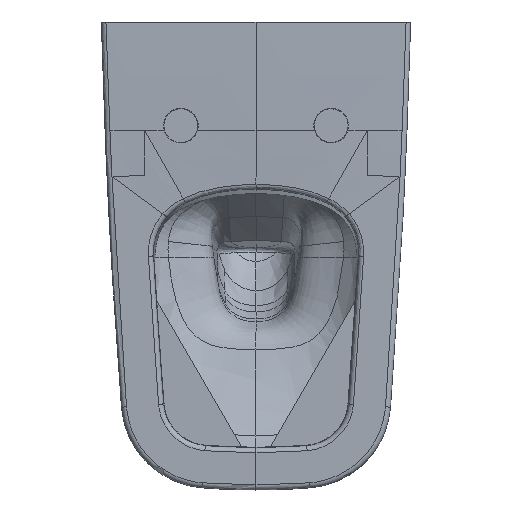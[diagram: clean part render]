
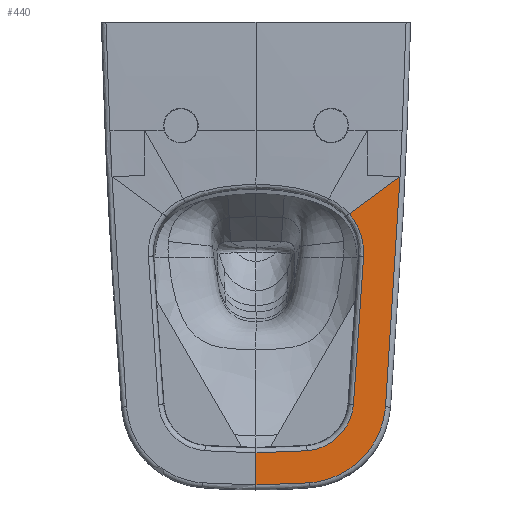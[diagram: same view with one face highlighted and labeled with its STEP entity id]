
A CAD part, top view. The second image highlights one B-rep face of the part: STEP entity #440.
In plain terms, the highlighted planar face has unit normal (0, 0, 1).
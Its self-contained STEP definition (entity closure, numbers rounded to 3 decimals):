
#86=PLANE('',#4501);
#113=LINE('',#29164,#131);
#131=VECTOR('',#4654,1.);
#440=ADVANCED_FACE('',(#851),#86,.F.);
#851=FACE_OUTER_BOUND('',#1124,.T.);
#1124=EDGE_LOOP('',(#1923,#1924,#1925,#1926,#1927,#1928,#1929,#1930,#1931,
#1932));
#1923=ORIENTED_EDGE('',*,*,#3545,.F.);
#1924=ORIENTED_EDGE('',*,*,#3546,.F.);
#1925=ORIENTED_EDGE('',*,*,#3535,.F.);
#1926=ORIENTED_EDGE('',*,*,#3534,.F.);
#1927=ORIENTED_EDGE('',*,*,#3444,.F.);
#1928=ORIENTED_EDGE('',*,*,#3544,.T.);
#1929=ORIENTED_EDGE('',*,*,#3543,.T.);
#1930=ORIENTED_EDGE('',*,*,#3547,.F.);
#1931=ORIENTED_EDGE('',*,*,#3548,.F.);
#1932=ORIENTED_EDGE('',*,*,#3549,.F.);
#2922=VERTEX_POINT('',#26132);
#2924=VERTEX_POINT('',#26138);
#2985=VERTEX_POINT('',#28935);
#2986=VERTEX_POINT('',#28951);
#2989=VERTEX_POINT('',#28985);
#2990=VERTEX_POINT('',#28990);
#2991=VERTEX_POINT('',#29162);
#2992=VERTEX_POINT('',#29163);
#2993=VERTEX_POINT('',#29175);
#2994=VERTEX_POINT('',#29180);
#3444=EDGE_CURVE('',#2922,#2924,#4132,.T.);
#3534=EDGE_CURVE('',#2924,#2985,#4203,.T.);
#3535=EDGE_CURVE('',#2985,#2986,#4204,.T.);
#3543=EDGE_CURVE('',#2990,#2989,#4208,.T.);
#3544=EDGE_CURVE('',#2922,#2990,#4209,.T.);
#3545=EDGE_CURVE('',#2991,#2992,#4210,.T.);
#3546=EDGE_CURVE('',#2986,#2991,#113,.T.);
#3547=EDGE_CURVE('',#2993,#2989,#4211,.T.);
#3548=EDGE_CURVE('',#2994,#2993,#4212,.T.);
#3549=EDGE_CURVE('',#2992,#2994,#4213,.T.);
#4132=B_SPLINE_CURVE_WITH_KNOTS('',3,(#26134,#26135,#26136,#26137),
 .UNSPECIFIED.,.F.,.F.,(4,4),(0.,1.),.UNSPECIFIED.);
#4203=B_SPLINE_CURVE_WITH_KNOTS('',3,(#28936,#28937,#28938,#28939,#28940,
#28941,#28942,#28943,#28944,#28945),.UNSPECIFIED.,.F.,.F.,(4,2,2,2,4),(0.,
0.25,0.5,0.75,1.),.UNSPECIFIED.);
#4204=B_SPLINE_CURVE_WITH_KNOTS('',3,(#28947,#28948,#28949,#28950),
 .UNSPECIFIED.,.F.,.F.,(4,4),(0.,1.),.UNSPECIFIED.);
#4208=B_SPLINE_CURVE_WITH_KNOTS('',3,(#28986,#28987,#28988,#28989),
 .UNSPECIFIED.,.F.,.F.,(4,4),(0.,1.),.UNSPECIFIED.);
#4209=B_SPLINE_CURVE_WITH_KNOTS('',3,(#28991,#28992,#28993,#28994,#28995,
#28996,#28997,#28998,#28999,#29000,#29001),.UNSPECIFIED.,.F.,.F.,(4,1,1,
1,1,1,1,1,4),(0.,0.063,0.125,0.25,0.375,0.5,0.625,0.75,1.),
 .UNSPECIFIED.);
#4210=B_SPLINE_CURVE_WITH_KNOTS('',3,(#29158,#29159,#29160,#29161),
 .UNSPECIFIED.,.F.,.F.,(4,4),(0.,1.),.UNSPECIFIED.);
#4211=B_SPLINE_CURVE_WITH_KNOTS('',3,(#29165,#29166,#29167,#29168,#29169,
#29170,#29171,#29172,#29173,#29174),.UNSPECIFIED.,.F.,.F.,(4,2,2,2,4),(0.,
0.25,0.5,0.75,1.),.UNSPECIFIED.);
#4212=B_SPLINE_CURVE_WITH_KNOTS('',3,(#29176,#29177,#29178,#29179),
 .UNSPECIFIED.,.F.,.F.,(4,4),(0.,1.),.UNSPECIFIED.);
#4213=B_SPLINE_CURVE_WITH_KNOTS('',3,(#29181,#29182,#29183,#29184,#29185,
#29186,#29187,#29188,#29189,#29190,#29191,#29192,#29193,#29194,#29195,#29196),
 .UNSPECIFIED.,.F.,.F.,(4,2,2,2,2,2,2,4),(0.,0.125,0.25,0.375,
0.5,0.625,0.75,1.),.UNSPECIFIED.);
#4501=AXIS2_PLACEMENT_3D('',#29197,#4655,#4656);
#4654=DIRECTION('',(0.,1.,0.));
#4655=DIRECTION('',(0.,0.,-1.));
#4656=DIRECTION('',(-1.,0.,0.));
#26132=CARTESIAN_POINT('',(172.327,-185.241,0.));
#26134=CARTESIAN_POINT('',(172.327,-185.241,0.));
#26135=CARTESIAN_POINT('',(168.001,-277.08,0.));
#26136=CARTESIAN_POINT('',(162.219,-368.851,0.));
#26137=CARTESIAN_POINT('',(154.984,-460.507,0.));
#26138=CARTESIAN_POINT('',(154.984,-460.507,0.));
#28935=CARTESIAN_POINT('',(64.31,-551.391,0.));
#28936=CARTESIAN_POINT('',(154.984,-460.507,0.));
#28937=CARTESIAN_POINT('',(154.068,-472.111,0.));
#28938=CARTESIAN_POINT('',(151.085,-483.549,0.));
#28939=CARTESIAN_POINT('',(141.348,-504.696,0.));
#28940=CARTESIAN_POINT('',(134.597,-514.399,0.));
#28941=CARTESIAN_POINT('',(118.154,-530.88,0.));
#28942=CARTESIAN_POINT('',(108.467,-537.653,0.));
#28943=CARTESIAN_POINT('',(87.343,-547.439,0.));
#28944=CARTESIAN_POINT('',(75.912,-550.449,0.));
#28945=CARTESIAN_POINT('',(64.31,-551.391,0.));
#28947=CARTESIAN_POINT('',(64.31,-551.391,0.));
#28948=CARTESIAN_POINT('',(42.92,-553.129,0.));
#28949=CARTESIAN_POINT('',(21.46,-554.,0.));
#28950=CARTESIAN_POINT('',(0.,-554.,0.));
#28951=CARTESIAN_POINT('',(0.,-554.,0.));
#28985=CARTESIAN_POINT('',(111.555,-229.571,0.));
#28986=CARTESIAN_POINT('',(115.238,-226.884,0.));
#28987=CARTESIAN_POINT('',(114.01,-227.78,0.));
#28988=CARTESIAN_POINT('',(112.783,-228.675,0.));
#28989=CARTESIAN_POINT('',(111.555,-229.571,0.));
#28990=CARTESIAN_POINT('',(115.238,-226.884,0.));
#28991=CARTESIAN_POINT('',(172.327,-185.241,0.));
#28992=CARTESIAN_POINT('',(171.049,-186.173,0.));
#28993=CARTESIAN_POINT('',(168.492,-188.038,0.));
#28994=CARTESIAN_POINT('',(163.379,-191.768,0.));
#28995=CARTESIAN_POINT('',(156.987,-196.431,0.));
#28996=CARTESIAN_POINT('',(149.317,-202.026,0.));
#28997=CARTESIAN_POINT('',(141.647,-207.62,0.));
#28998=CARTESIAN_POINT('',(133.977,-213.215,0.));
#28999=CARTESIAN_POINT('',(123.75,-220.675,0.));
#29000=CARTESIAN_POINT('',(116.08,-226.27,0.));
#29001=CARTESIAN_POINT('',(110.967,-230.,0.));
#29158=CARTESIAN_POINT('',(0.,-515.498,0.));
#29159=CARTESIAN_POINT('',(20.422,-515.498,0.));
#29160=CARTESIAN_POINT('',(40.819,-514.671,0.));
#29161=CARTESIAN_POINT('',(61.191,-513.016,0.));
#29162=CARTESIAN_POINT('',(0.,-515.498,0.));
#29163=CARTESIAN_POINT('',(61.191,-513.016,0.));
#29164=CARTESIAN_POINT('',(0.,-416.975,0.));
#29165=CARTESIAN_POINT('',(128.763,-280.27,0.));
#29166=CARTESIAN_POINT('',(129.03,-275.686,0.));
#29167=CARTESIAN_POINT('',(128.859,-271.045,0.));
#29168=CARTESIAN_POINT('',(127.649,-261.99,0.));
#29169=CARTESIAN_POINT('',(126.619,-257.556,0.));
#29170=CARTESIAN_POINT('',(123.688,-248.877,0.));
#29171=CARTESIAN_POINT('',(121.781,-244.652,0.));
#29172=CARTESIAN_POINT('',(117.241,-236.76,0.));
#29173=CARTESIAN_POINT('',(114.594,-233.045,0.));
#29174=CARTESIAN_POINT('',(111.555,-229.571,0.));
#29175=CARTESIAN_POINT('',(128.763,-280.27,0.));
#29176=CARTESIAN_POINT('',(116.602,-457.477,0.));
#29177=CARTESIAN_POINT('',(121.261,-398.451,0.));
#29178=CARTESIAN_POINT('',(125.315,-339.38,0.));
#29179=CARTESIAN_POINT('',(128.763,-280.27,0.));
#29180=CARTESIAN_POINT('',(116.602,-457.477,0.));
#29181=CARTESIAN_POINT('',(61.191,-513.016,0.));
#29182=CARTESIAN_POINT('',(64.739,-512.728,0.));
#29183=CARTESIAN_POINT('',(68.297,-512.117,0.));
#29184=CARTESIAN_POINT('',(75.151,-510.309,0.));
#29185=CARTESIAN_POINT('',(78.483,-509.11,0.));
#29186=CARTESIAN_POINT('',(84.954,-506.113,0.));
#29187=CARTESIAN_POINT('',(88.074,-504.315,0.));
#29188=CARTESIAN_POINT('',(93.878,-500.254,0.));
#29189=CARTESIAN_POINT('',(96.593,-497.978,0.));
#29190=CARTESIAN_POINT('',(101.64,-492.919,0.));
#29191=CARTESIAN_POINT('',(103.939,-490.164,0.));
#29192=CARTESIAN_POINT('',(107.981,-484.351,0.));
#29193=CARTESIAN_POINT('',(109.745,-481.275,0.));
#29194=CARTESIAN_POINT('',(114.238,-471.517,0.));
#29195=CARTESIAN_POINT('',(116.037,-464.635,0.));
#29196=CARTESIAN_POINT('',(116.602,-457.477,0.));
#29197=CARTESIAN_POINT('',(238.848,-672.127,0.));
